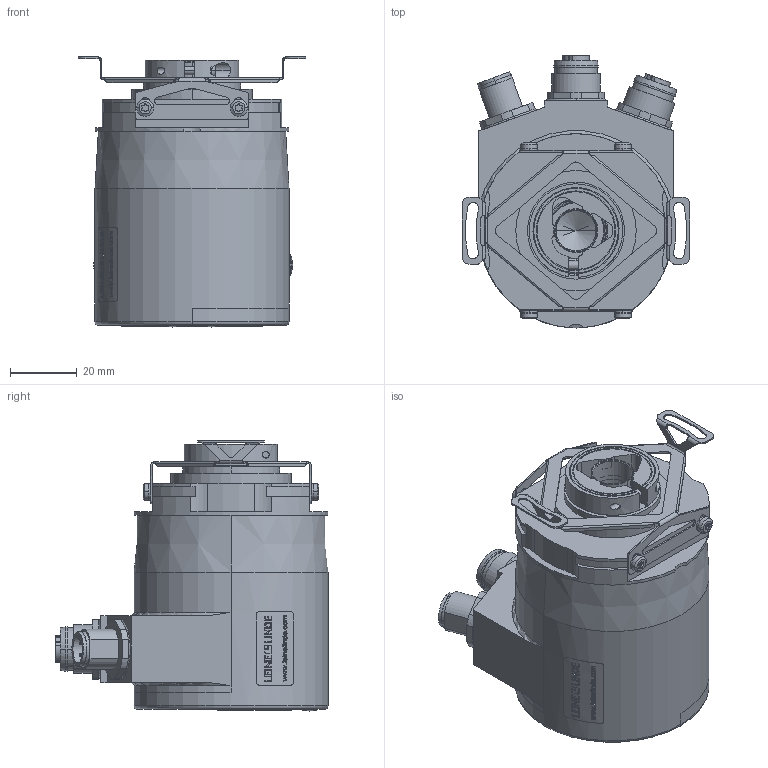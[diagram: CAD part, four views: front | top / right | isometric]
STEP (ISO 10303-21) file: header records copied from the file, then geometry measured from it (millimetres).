
FILE_DESCRIPTION((''),'2;1');
FILE_NAME('661400','2010-12-16T',('se2802'),(''),'PRO/ENGINEER BY PARAMETRIC TECHNOLOGY CORPORATION, 2010180','PRO/ENGINEER BY PARAMETRIC TECHNOLOGY CORPORATION, 2010180','');
FILE_SCHEMA(('CONFIG_CONTROL_DESIGN'));
Length unit declared in the file: millimetre
Products named in the file (1): 661400
Bounding box: 68 x 81.33 x 80.73 mm (x, y, z)
Volume: 92785.7 mm3; surface area: 74641.1 mm2
Topology: 4 solids, 5 shells, 7070 faces, 18846 edges, 12372 vertices
Faces by surface type: plane 4756, cylinder 1450, extrusion 324, cone 251, torus 169, bspline 91, sphere 27, revolution 2
Entity records: 234763 total; most frequent: CARTESIAN_POINT 58202, ORIENTED_EDGE 37640, DIRECTION 34347, EDGE_CURVE 18820, VECTOR 13807, LINE 13483, VERTEX_POINT 12372, AXIS2_PLACEMENT_3D 10269
